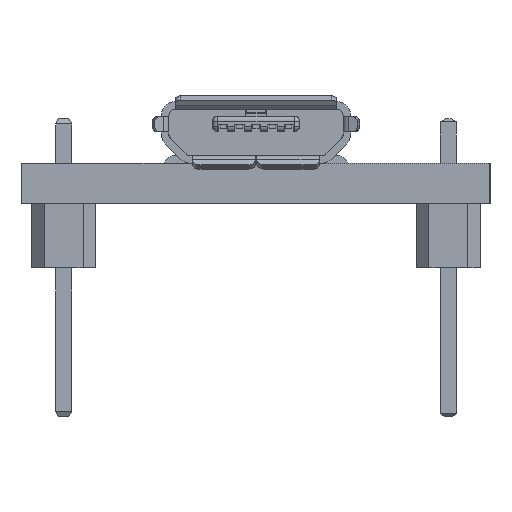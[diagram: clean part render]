
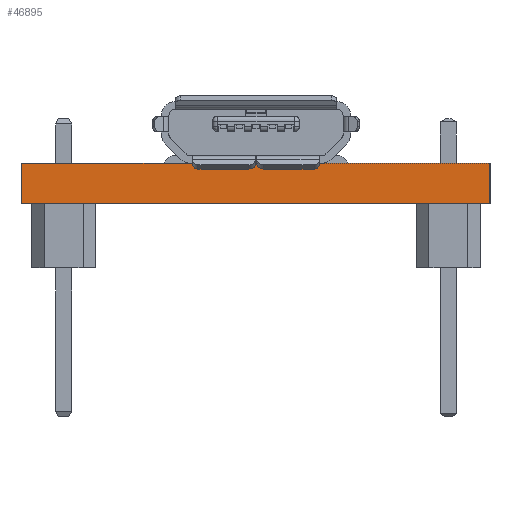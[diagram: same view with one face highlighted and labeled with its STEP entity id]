
A CAD part, left-side view. The second image highlights one B-rep face of the part: STEP entity #46895.
In plain terms, the highlighted planar face has unit normal (-1, 0, 0).
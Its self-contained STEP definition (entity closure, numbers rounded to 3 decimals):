
#294 = ORIENTED_EDGE ( 'NONE', *, *, #32421, .F. ) ;
#2242 = CARTESIAN_POINT ( 'NONE',  ( -26.67, 9.271, 4.14 ) ) ;
#2321 = DIRECTION ( 'NONE',  ( 0., 0., -1. ) ) ;
#5089 = DIRECTION ( 'NONE',  ( 0., 0., -1. ) ) ;
#8256 = VECTOR ( 'NONE', #46354, 1000. ) ;
#10107 = LINE ( 'NONE', #31786, #18906 ) ;
#10720 = LINE ( 'NONE', #21632, #12468 ) ;
#12468 = VECTOR ( 'NONE', #2321, 1000. ) ;
#12981 = FACE_OUTER_BOUND ( 'NONE', #29191, .T. ) ;
#13145 = VERTEX_POINT ( 'NONE', #2242 ) ;
#13239 = EDGE_CURVE ( 'NONE', #26286, #34749, #10107, .T. ) ;
#14356 = VERTEX_POINT ( 'NONE', #18207 ) ;
#15772 = CARTESIAN_POINT ( 'NONE',  ( -26.67, 9.271, 4.14 ) ) ;
#18207 = CARTESIAN_POINT ( 'NONE',  ( -26.67, -9.271, 4.14 ) ) ;
#18906 = VECTOR ( 'NONE', #47082, 1000. ) ;
#21632 = CARTESIAN_POINT ( 'NONE',  ( -26.67, -9.271, 4.14 ) ) ;
#21898 = CARTESIAN_POINT ( 'NONE',  ( -26.67, -9.271, 2.54 ) ) ;
#24220 = CARTESIAN_POINT ( 'NONE',  ( -26.67, 9.271, 4.14 ) ) ;
#26286 = VERTEX_POINT ( 'NONE', #34325 ) ;
#28336 = PLANE ( 'NONE',  #29265 ) ;
#29191 = EDGE_LOOP ( 'NONE', ( #45224, #35203, #294, #46704 ) ) ;
#29265 = AXIS2_PLACEMENT_3D ( 'NONE', #24220, #32124, #42819 ) ;
#31643 = CARTESIAN_POINT ( 'NONE',  ( -26.67, 9.271, 4.14 ) ) ;
#31786 = CARTESIAN_POINT ( 'NONE',  ( -26.67, 9.271, 2.54 ) ) ;
#32124 = DIRECTION ( 'NONE',  ( 1., 0., 0. ) ) ;
#32421 = EDGE_CURVE ( 'NONE', #13145, #14356, #37080, .T. ) ;
#34325 = CARTESIAN_POINT ( 'NONE',  ( -26.67, 9.271, 2.54 ) ) ;
#34749 = VERTEX_POINT ( 'NONE', #21898 ) ;
#35203 = ORIENTED_EDGE ( 'NONE', *, *, #40913, .F. ) ;
#36036 = VECTOR ( 'NONE', #5089, 1000. ) ;
#37080 = LINE ( 'NONE', #15772, #8256 ) ;
#39582 = LINE ( 'NONE', #31643, #36036 ) ;
#40913 = EDGE_CURVE ( 'NONE', #14356, #34749, #10720, .T. ) ;
#41283 = EDGE_CURVE ( 'NONE', #13145, #26286, #39582, .T. ) ;
#42819 = DIRECTION ( 'NONE',  ( 0., 0., -1. ) ) ;
#45224 = ORIENTED_EDGE ( 'NONE', *, *, #13239, .T. ) ;
#46354 = DIRECTION ( 'NONE',  ( 0., -1., 0. ) ) ;
#46704 = ORIENTED_EDGE ( 'NONE', *, *, #41283, .T. ) ;
#46895 = ADVANCED_FACE ( 'NONE', ( #12981 ), #28336, .F. ) ;
#47082 = DIRECTION ( 'NONE',  ( 0., -1., 0. ) ) ;
